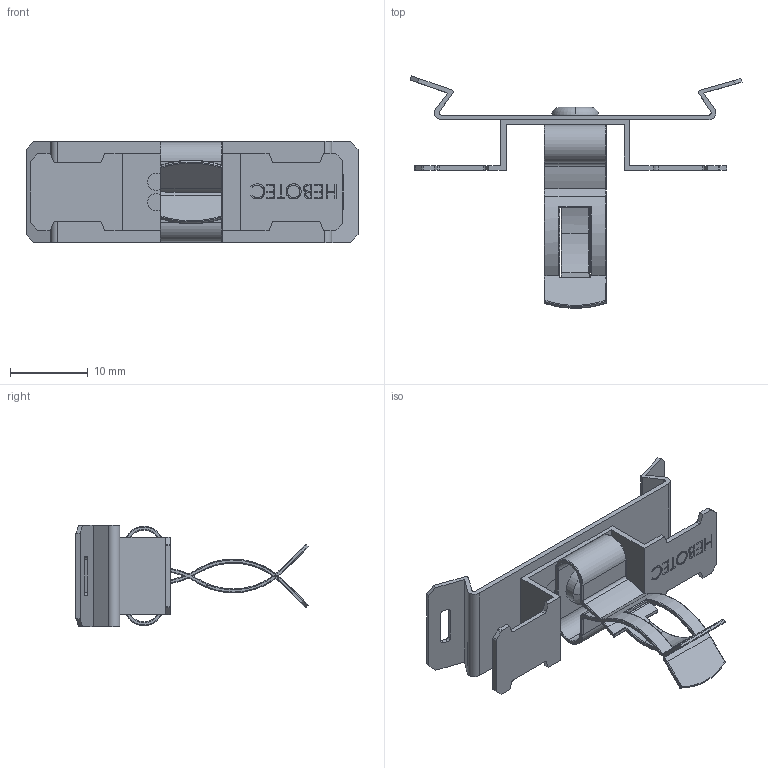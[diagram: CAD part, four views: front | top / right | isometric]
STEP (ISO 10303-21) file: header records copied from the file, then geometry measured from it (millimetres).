
FILE_DESCRIPTION (( 'STEP AP214' ), '1' );
FILE_NAME ('1032-011.STEP', '2024-04-04T13:40:18', ( '' ), ( '' ), 'SwSTEP 2.0', 'SolidWorks 2022', '' );
FILE_SCHEMA (( 'AUTOMOTIVE_DESIGN' ));
Length unit declared in the file: millimetre
Products named in the file (5): 3x1,5_2mm Blechstärke; 1011-001; 1030-051.Kunde ; 1032-011; 1022-054.Kunde
Assembly tree (4 placements, depth 2):
  1032-011
    1030-051.Kunde 
    1022-054.Kunde
    1011-001
    3x1,5_2mm Blechstärke
Bounding box: 42.69 x 29.84 x 13 mm (x, y, z)
Volume: 973.8 mm3; surface area: 3583.6 mm2
Topology: 4 solids, 4 shells, 444 faces, 1157 edges, 724 vertices
Faces by surface type: plane 177, cylinder 145, torus 76, bspline 30, sphere 16
Entity records: 20231 total; most frequent: CARTESIAN_POINT 5367, ORIENTED_EDGE 2286, DIRECTION 2204, EDGE_CURVE 1143, AXIS2_PLACEMENT_3D 789, VERTEX_POINT 720, VECTOR 626, LINE 626
